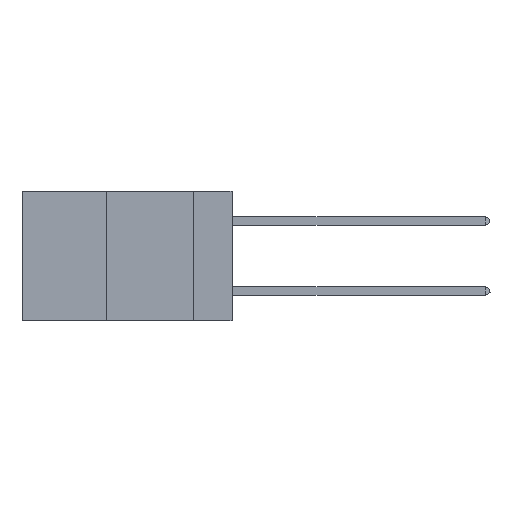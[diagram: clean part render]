
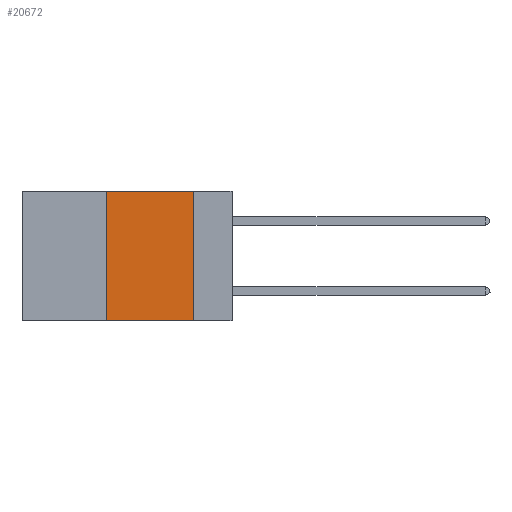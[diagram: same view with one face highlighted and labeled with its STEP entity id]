
A CAD part, left-side view. The second image highlights one B-rep face of the part: STEP entity #20672.
In plain terms, the highlighted planar face has unit normal (-1, 0, 0).
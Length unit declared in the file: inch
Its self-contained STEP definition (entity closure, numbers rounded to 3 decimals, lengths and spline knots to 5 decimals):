
#487 = ORIENTED_EDGE ( 'NONE', *, *, #30337, .F. ) ;
#1389 = DIRECTION ( 'NONE',  ( 1., 0., 0. ) ) ;
#2255 = ORIENTED_EDGE ( 'NONE', *, *, #2800, .T. ) ;
#2800 = EDGE_CURVE ( 'NONE', #12800, #15385, #17911, .T. ) ;
#3711 = FACE_OUTER_BOUND ( 'NONE', #26313, .T. ) ;
#3960 = DIRECTION ( 'NONE',  ( 0., -1., 0. ) ) ;
#5052 = CARTESIAN_POINT ( 'NONE',  ( 0., 0.36, 0. ) ) ;
#5404 = PLANE ( 'NONE',  #6536 ) ;
#6536 = AXIS2_PLACEMENT_3D ( 'NONE', #12369, #1389, #13186 ) ;
#6747 = VECTOR ( 'NONE', #24820, 39.37008 ) ;
#9510 = VECTOR ( 'NONE', #25335, 39.37008 ) ;
#10069 = LINE ( 'NONE', #19885, #6747 ) ;
#10235 = LINE ( 'NONE', #22969, #9510 ) ;
#10337 = VECTOR ( 'NONE', #24135, 39.37008 ) ;
#10827 = CARTESIAN_POINT ( 'NONE',  ( 0., 0.11, 0. ) ) ;
#12369 = CARTESIAN_POINT ( 'NONE',  ( 0., 0.6, 0. ) ) ;
#12800 = VERTEX_POINT ( 'NONE', #14763 ) ;
#12884 = LINE ( 'NONE', #14778, #10337 ) ;
#13186 = DIRECTION ( 'NONE',  ( 0., 0., -1. ) ) ;
#13491 = VECTOR ( 'NONE', #3960, 39.37008 ) ;
#14763 = CARTESIAN_POINT ( 'NONE',  ( 0., 0.36, -0.37 ) ) ;
#14778 = CARTESIAN_POINT ( 'NONE',  ( 0., 0.36, 0. ) ) ;
#15385 = VERTEX_POINT ( 'NONE', #26169 ) ;
#15623 = CARTESIAN_POINT ( 'NONE',  ( 0., 0.6, -0.37 ) ) ;
#17004 = VERTEX_POINT ( 'NONE', #10827 ) ;
#17911 = LINE ( 'NONE', #15623, #13491 ) ;
#19885 = CARTESIAN_POINT ( 'NONE',  ( 0., 0.6, 0. ) ) ;
#20672 = ADVANCED_FACE ( 'NONE', ( #3711 ), #5404, .F. ) ;
#21788 = VERTEX_POINT ( 'NONE', #5052 ) ;
#22969 = CARTESIAN_POINT ( 'NONE',  ( 0., 0.11, 0. ) ) ;
#23737 = ORIENTED_EDGE ( 'NONE', *, *, #27027, .F. ) ;
#23930 = EDGE_CURVE ( 'NONE', #17004, #15385, #10235, .T. ) ;
#24135 = DIRECTION ( 'NONE',  ( 0., 0., 1. ) ) ;
#24820 = DIRECTION ( 'NONE',  ( 0., -1., 0. ) ) ;
#25335 = DIRECTION ( 'NONE',  ( 0., 0., -1. ) ) ;
#26169 = CARTESIAN_POINT ( 'NONE',  ( 0., 0.11, -0.37 ) ) ;
#26313 = EDGE_LOOP ( 'NONE', ( #29560, #23737, #487, #2255 ) ) ;
#27027 = EDGE_CURVE ( 'NONE', #21788, #17004, #10069, .T. ) ;
#29560 = ORIENTED_EDGE ( 'NONE', *, *, #23930, .F. ) ;
#30337 = EDGE_CURVE ( 'NONE', #12800, #21788, #12884, .T. ) ;
